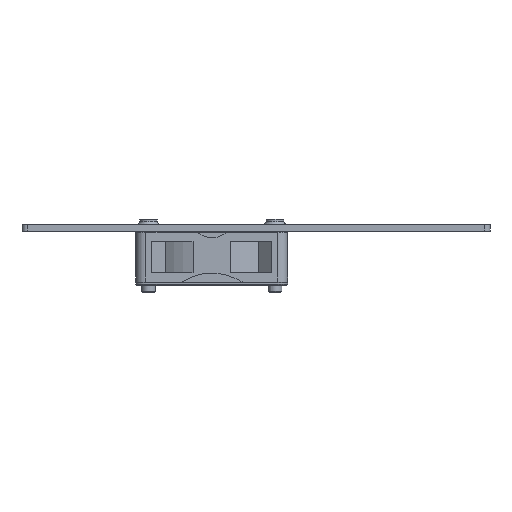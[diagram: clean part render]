
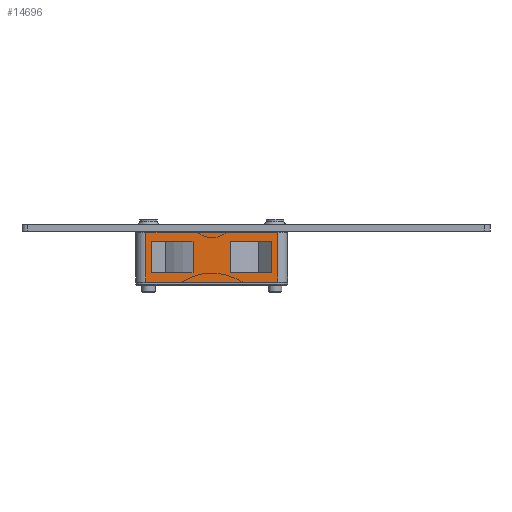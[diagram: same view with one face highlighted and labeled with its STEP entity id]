
A CAD part, left-side view. The second image highlights one B-rep face of the part: STEP entity #14696.
In plain terms, the highlighted planar face has unit normal (-1, 0, 0).
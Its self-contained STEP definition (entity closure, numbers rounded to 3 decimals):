
#854=FACE_BOUND('',#2620,.T.);
#855=FACE_BOUND('',#2621,.T.);
#1036=PLANE('',#15689);
#1760=FACE_OUTER_BOUND('',#2619,.T.);
#2619=EDGE_LOOP('',(#11094,#11095,#11096,#11097));
#2620=EDGE_LOOP('',(#11098,#11099,#11100,#11101));
#2621=EDGE_LOOP('',(#11102,#11103,#11104,#11105));
#3538=LINE('',#26143,#4738);
#3542=LINE('',#26155,#4742);
#3546=LINE('',#26163,#4746);
#3548=LINE('',#26169,#4748);
#3550=LINE('',#26175,#4750);
#3553=LINE('',#26182,#4753);
#3558=LINE('',#26196,#4758);
#3578=LINE('',#26245,#4778);
#3579=LINE('',#26248,#4779);
#3580=LINE('',#26249,#4780);
#3581=LINE('',#26250,#4781);
#3582=LINE('',#26251,#4782);
#4738=VECTOR('',#17301,1000.);
#4742=VECTOR('',#17313,1000.);
#4746=VECTOR('',#17321,1000.);
#4748=VECTOR('',#17325,1000.);
#4750=VECTOR('',#17331,1000.);
#4753=VECTOR('',#17340,1000.);
#4758=VECTOR('',#17351,1000.);
#4778=VECTOR('',#17397,1000.);
#4779=VECTOR('',#17402,1000.);
#4780=VECTOR('',#17403,1000.);
#4781=VECTOR('',#17404,1000.);
#4782=VECTOR('',#17405,1000.);
#6821=VERTEX_POINT('',#26138);
#6823=VERTEX_POINT('',#26141);
#6827=VERTEX_POINT('',#26153);
#6829=VERTEX_POINT('',#26161);
#6831=VERTEX_POINT('',#26166);
#6832=VERTEX_POINT('',#26168);
#6834=VERTEX_POINT('',#26174);
#6835=VERTEX_POINT('',#26180);
#6840=VERTEX_POINT('',#26194);
#6841=VERTEX_POINT('',#26195);
#6856=VERTEX_POINT('',#26242);
#6857=VERTEX_POINT('',#26244);
#8398=EDGE_CURVE('',#6821,#6823,#3538,.T.);
#8404=EDGE_CURVE('',#6823,#6827,#3542,.T.);
#8408=EDGE_CURVE('',#6827,#6829,#3546,.T.);
#8410=EDGE_CURVE('',#6832,#6831,#3548,.T.);
#8413=EDGE_CURVE('',#6834,#6832,#3550,.T.);
#8417=EDGE_CURVE('',#6835,#6834,#3553,.T.);
#8423=EDGE_CURVE('',#6840,#6841,#3558,.T.);
#8450=EDGE_CURVE('',#6857,#6856,#3578,.T.);
#8452=EDGE_CURVE('',#6856,#6841,#3579,.T.);
#8453=EDGE_CURVE('',#6840,#6857,#3580,.T.);
#8454=EDGE_CURVE('',#6831,#6835,#3581,.T.);
#8455=EDGE_CURVE('',#6821,#6829,#3582,.T.);
#11094=ORIENTED_EDGE('',*,*,#8450,.T.);
#11095=ORIENTED_EDGE('',*,*,#8452,.T.);
#11096=ORIENTED_EDGE('',*,*,#8423,.F.);
#11097=ORIENTED_EDGE('',*,*,#8453,.T.);
#11098=ORIENTED_EDGE('',*,*,#8410,.T.);
#11099=ORIENTED_EDGE('',*,*,#8454,.T.);
#11100=ORIENTED_EDGE('',*,*,#8417,.T.);
#11101=ORIENTED_EDGE('',*,*,#8413,.T.);
#11102=ORIENTED_EDGE('',*,*,#8455,.F.);
#11103=ORIENTED_EDGE('',*,*,#8398,.T.);
#11104=ORIENTED_EDGE('',*,*,#8404,.T.);
#11105=ORIENTED_EDGE('',*,*,#8408,.T.);
#14696=ADVANCED_FACE('',(#1760,#854,#855),#1036,.F.);
#15689=AXIS2_PLACEMENT_3D('',#26247,#17400,#17401);
#17301=DIRECTION('',(0.,0.,1.));
#17313=DIRECTION('',(0.,-1.,0.));
#17321=DIRECTION('',(0.,0.,-1.));
#17325=DIRECTION('',(0.,0.,1.));
#17331=DIRECTION('',(0.,1.,0.));
#17340=DIRECTION('',(0.,0.,-1.));
#17351=DIRECTION('',(0.,-1.,0.));
#17397=DIRECTION('',(0.,-1.,0.));
#17400=DIRECTION('center_axis',(1.,0.,0.));
#17401=DIRECTION('ref_axis',(0.,0.,-1.));
#17402=DIRECTION('',(0.,0.,1.));
#17403=DIRECTION('',(0.,0.,-1.));
#17404=DIRECTION('',(0.,-1.,0.));
#17405=DIRECTION('',(0.,-1.,0.));
#26138=CARTESIAN_POINT('',(-30.,6.2,-23.636));
#26141=CARTESIAN_POINT('',(-30.,6.2,-7.403));
#26143=CARTESIAN_POINT('',(-30.,6.2,-26.));
#26153=CARTESIAN_POINT('',(-30.,-6.2,-7.403));
#26155=CARTESIAN_POINT('',(-30.,55.,-7.403));
#26161=CARTESIAN_POINT('',(-30.,-6.2,-23.636));
#26163=CARTESIAN_POINT('',(-30.,-6.2,-26.));
#26166=CARTESIAN_POINT('',(-30.,6.2,23.636));
#26168=CARTESIAN_POINT('',(-30.,6.2,7.403));
#26169=CARTESIAN_POINT('',(-30.,6.2,-26.));
#26174=CARTESIAN_POINT('',(-30.,-6.2,7.403));
#26175=CARTESIAN_POINT('',(-30.,55.,7.403));
#26180=CARTESIAN_POINT('',(-30.,-6.2,23.636));
#26182=CARTESIAN_POINT('',(-30.,-6.2,-26.));
#26194=CARTESIAN_POINT('',(-30.,9.8,26.));
#26195=CARTESIAN_POINT('',(-30.,-9.8,26.));
#26196=CARTESIAN_POINT('',(-30.,10.,26.));
#26242=CARTESIAN_POINT('',(-30.,-9.8,-26.));
#26244=CARTESIAN_POINT('',(-30.,9.8,-26.));
#26245=CARTESIAN_POINT('',(-30.,10.,-26.));
#26247=CARTESIAN_POINT('Origin',(-30.,10.,-26.));
#26248=CARTESIAN_POINT('',(-30.,-9.8,-26.));
#26249=CARTESIAN_POINT('',(-30.,9.8,-26.));
#26250=CARTESIAN_POINT('',(-30.,22.556,23.636));
#26251=CARTESIAN_POINT('',(-30.,22.556,-23.636));
